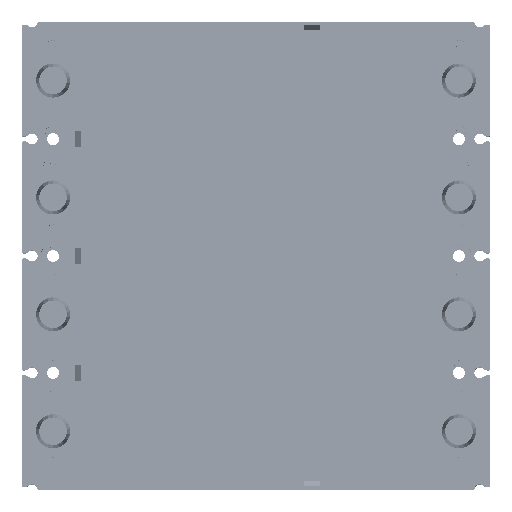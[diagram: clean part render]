
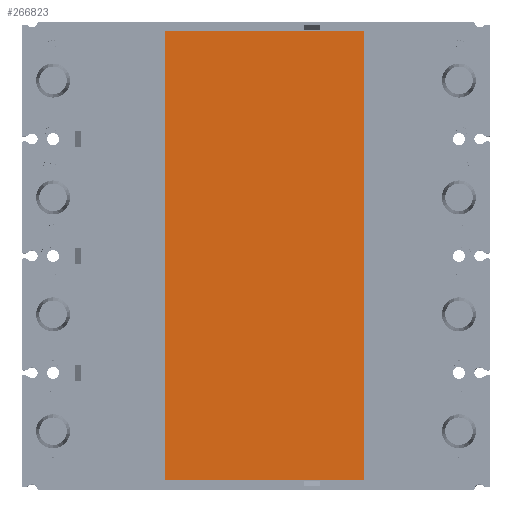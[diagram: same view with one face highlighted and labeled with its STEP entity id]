
A CAD part, top view. The second image highlights one B-rep face of the part: STEP entity #266823.
In plain terms, the highlighted face is planar.
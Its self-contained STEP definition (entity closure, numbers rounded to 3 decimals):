
#266708=DIRECTION('',(-1.,0.,0.));
#266709=VECTOR('',#266708,269.);
#266710=CARTESIAN_POINT('',(134.5,1.,59.5));
#266711=LINE('',#266710,#266709);
#266712=DIRECTION('',(0.,0.,-1.));
#266713=VECTOR('',#266712,119.);
#266714=CARTESIAN_POINT('',(-134.5,1.,59.5));
#266715=LINE('',#266714,#266713);
#266716=DIRECTION('',(1.,0.,0.));
#266717=VECTOR('',#266716,269.);
#266718=CARTESIAN_POINT('',(-134.5,1.,-59.5));
#266719=LINE('',#266718,#266717);
#266720=DIRECTION('',(0.,0.,1.));
#266721=VECTOR('',#266720,119.);
#266722=CARTESIAN_POINT('',(134.5,1.,-59.5));
#266723=LINE('',#266722,#266721);
#266732=CARTESIAN_POINT('',(-134.5,1.,59.5));
#266733=VERTEX_POINT('',#266732);
#266734=CARTESIAN_POINT('',(134.5,1.,59.5));
#266735=VERTEX_POINT('',#266734);
#266736=CARTESIAN_POINT('',(-134.5,1.,-59.5));
#266737=VERTEX_POINT('',#266736);
#266738=CARTESIAN_POINT('',(134.5,1.,-59.5));
#266739=VERTEX_POINT('',#266738);
#266812=CARTESIAN_POINT('',(0.,1.,0.));
#266813=DIRECTION('',(0.,1.,0.));
#266814=DIRECTION('',(1.,0.,0.));
#266815=AXIS2_PLACEMENT_3D('',#266812,#266813,#266814);
#266816=PLANE('',#266815);
#266817=ORIENTED_EDGE('',*,*,#266764,.T.);
#266818=ORIENTED_EDGE('',*,*,#266779,.T.);
#266819=ORIENTED_EDGE('',*,*,#266793,.T.);
#266820=ORIENTED_EDGE('',*,*,#266806,.T.);
#266821=EDGE_LOOP('',(#266817,#266818,#266819,#266820));
#266822=FACE_OUTER_BOUND('',#266821,.F.);
#266823=ADVANCED_FACE('',(#266822),#266816,.T.);
#266764=EDGE_CURVE('',#266735,#266733,#266711,.T.);
#266779=EDGE_CURVE('',#266733,#266737,#266715,.T.);
#266793=EDGE_CURVE('',#266737,#266739,#266719,.T.);
#266806=EDGE_CURVE('',#266739,#266735,#266723,.T.);
